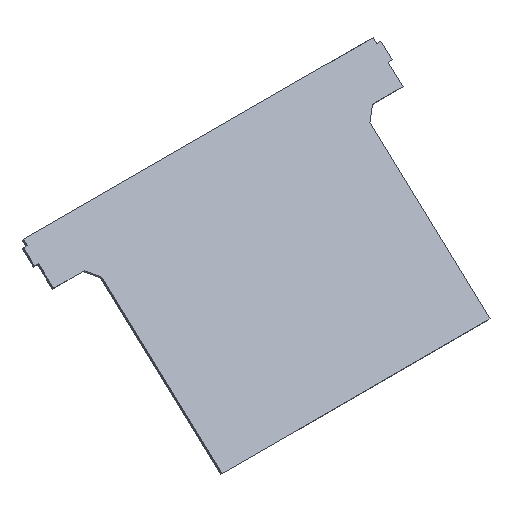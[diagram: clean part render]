
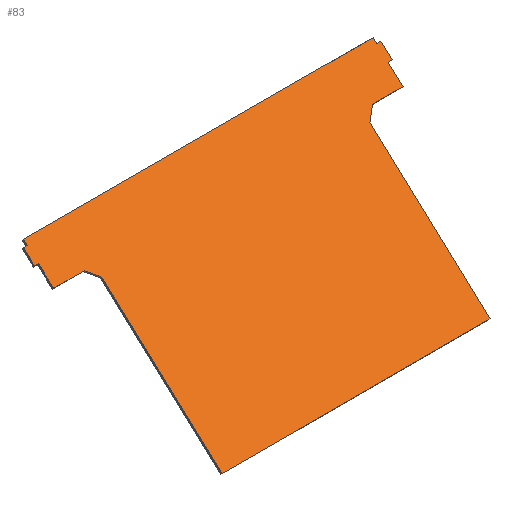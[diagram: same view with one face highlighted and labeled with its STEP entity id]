
A CAD part, isometric view. The second image highlights one B-rep face of the part: STEP entity #83.
In plain terms, the highlighted planar face has unit normal (0, -0.676, 0.737).
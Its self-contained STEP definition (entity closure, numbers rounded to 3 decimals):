
#83=ADVANCED_FACE('',(#160),#161,.T.);
#160=FACE_OUTER_BOUND('',#228,.T.);
#161=PLANE('',#229);
#228=EDGE_LOOP('',(#399,#400,#401,#402,#403,#404,#405,#406,#407,#408,#409,#410,#411,#412,#413,#414,#415,#416));
#229=AXIS2_PLACEMENT_3D('',#417,#418,#419);
#399=ORIENTED_EDGE('',*,*,#422,.F.);
#400=ORIENTED_EDGE('',*,*,#491,.F.);
#401=ORIENTED_EDGE('',*,*,#487,.F.);
#402=ORIENTED_EDGE('',*,*,#483,.F.);
#403=ORIENTED_EDGE('',*,*,#479,.F.);
#404=ORIENTED_EDGE('',*,*,#475,.F.);
#405=ORIENTED_EDGE('',*,*,#471,.F.);
#406=ORIENTED_EDGE('',*,*,#467,.F.);
#407=ORIENTED_EDGE('',*,*,#463,.F.);
#408=ORIENTED_EDGE('',*,*,#459,.F.);
#409=ORIENTED_EDGE('',*,*,#455,.F.);
#410=ORIENTED_EDGE('',*,*,#451,.F.);
#411=ORIENTED_EDGE('',*,*,#447,.F.);
#412=ORIENTED_EDGE('',*,*,#443,.F.);
#413=ORIENTED_EDGE('',*,*,#439,.F.);
#414=ORIENTED_EDGE('',*,*,#435,.F.);
#415=ORIENTED_EDGE('',*,*,#431,.F.);
#416=ORIENTED_EDGE('',*,*,#427,.F.);
#417=CARTESIAN_POINT('',(175.5,86.895,81.099));
#418=DIRECTION('',(0.0,-0.676,0.737));
#419=DIRECTION('',(1.0,0.0,0.0));
#422=EDGE_CURVE('',#497,#498,#499,.T.);
#427=EDGE_CURVE('',#498,#506,#507,.T.);
#431=EDGE_CURVE('',#506,#512,#513,.T.);
#435=EDGE_CURVE('',#512,#518,#519,.T.);
#439=EDGE_CURVE('',#518,#524,#525,.T.);
#443=EDGE_CURVE('',#524,#530,#531,.T.);
#447=EDGE_CURVE('',#530,#536,#537,.T.);
#451=EDGE_CURVE('',#536,#542,#543,.T.);
#455=EDGE_CURVE('',#542,#548,#549,.T.);
#459=EDGE_CURVE('',#548,#554,#555,.T.);
#463=EDGE_CURVE('',#554,#560,#561,.T.);
#467=EDGE_CURVE('',#560,#566,#567,.T.);
#471=EDGE_CURVE('',#566,#572,#573,.T.);
#475=EDGE_CURVE('',#572,#578,#579,.T.);
#479=EDGE_CURVE('',#578,#584,#585,.T.);
#483=EDGE_CURVE('',#584,#590,#591,.T.);
#487=EDGE_CURVE('',#590,#596,#597,.T.);
#491=EDGE_CURVE('',#596,#497,#602,.T.);
#497=VERTEX_POINT('',#608);
#498=VERTEX_POINT('',#609);
#499=LINE('',#610,#611);
#506=VERTEX_POINT('',#621);
#507=LINE('',#622,#623);
#512=VERTEX_POINT('',#630);
#513=LINE('',#631,#632);
#518=VERTEX_POINT('',#639);
#519=LINE('',#640,#641);
#524=VERTEX_POINT('',#648);
#525=LINE('',#649,#650);
#530=VERTEX_POINT('',#657);
#531=LINE('',#658,#659);
#536=VERTEX_POINT('',#666);
#537=LINE('',#667,#668);
#542=VERTEX_POINT('',#675);
#543=LINE('',#676,#677);
#548=VERTEX_POINT('',#684);
#549=LINE('',#685,#686);
#554=VERTEX_POINT('',#693);
#555=LINE('',#694,#695);
#560=VERTEX_POINT('',#702);
#561=LINE('',#703,#704);
#566=VERTEX_POINT('',#711);
#567=LINE('',#712,#713);
#572=VERTEX_POINT('',#720);
#573=LINE('',#721,#722);
#578=VERTEX_POINT('',#729);
#579=LINE('',#730,#731);
#584=VERTEX_POINT('',#738);
#585=LINE('',#739,#740);
#590=VERTEX_POINT('',#747);
#591=LINE('',#748,#749);
#596=VERTEX_POINT('',#756);
#597=LINE('',#757,#758);
#602=LINE('',#765,#766);
#608=CARTESIAN_POINT('',(44.0,0.,1.475));
#609=CARTESIAN_POINT('',(44.0,117.964,109.569));
#610=CARTESIAN_POINT('',(44.0,117.964,109.569));
#611=VECTOR('',#772,1.0);
#621=CARTESIAN_POINT('',(34.0,125.337,116.325));
#622=CARTESIAN_POINT('',(34.0,125.337,116.325));
#623=VECTOR('',#776,1.0);
#630=CARTESIAN_POINT('',(4.0,125.337,116.325));
#631=CARTESIAN_POINT('',(4.0,125.337,116.325));
#632=VECTOR('',#779,1.0);
#639=CARTESIAN_POINT('',(4.0,140.083,129.837));
#640=CARTESIAN_POINT('',(4.0,140.083,129.837));
#641=VECTOR('',#782,1.0);
#648=CARTESIAN_POINT('',(0.0,140.083,129.837));
#649=CARTESIAN_POINT('',(0.0,140.083,129.837));
#650=VECTOR('',#785,1.0);
#657=CARTESIAN_POINT('',(0.0,151.142,139.971));
#658=CARTESIAN_POINT('',(0.0,151.142,139.971));
#659=VECTOR('',#788,1.0);
#666=CARTESIAN_POINT('',(4.0,151.142,139.971));
#667=CARTESIAN_POINT('',(4.0,151.142,139.971));
#668=VECTOR('',#791,1.0);
#675=CARTESIAN_POINT('',(4.0,154.828,143.348));
#676=CARTESIAN_POINT('',(4.0,154.828,143.348));
#677=VECTOR('',#794,1.0);
#684=CARTESIAN_POINT('',(347.0,154.828,143.348));
#685=CARTESIAN_POINT('',(347.0,154.828,143.348));
#686=VECTOR('',#797,1.0);
#693=CARTESIAN_POINT('',(347.0,151.142,139.971));
#694=CARTESIAN_POINT('',(347.0,151.142,139.971));
#695=VECTOR('',#800,1.0);
#702=CARTESIAN_POINT('',(351.0,151.142,139.971));
#703=CARTESIAN_POINT('',(351.0,151.142,139.971));
#704=VECTOR('',#803,1.0);
#711=CARTESIAN_POINT('',(351.0,140.083,129.837));
#712=CARTESIAN_POINT('',(351.0,140.083,129.837));
#713=VECTOR('',#806,1.0);
#720=CARTESIAN_POINT('',(347.0,140.083,129.837));
#721=CARTESIAN_POINT('',(347.0,140.083,129.837));
#722=VECTOR('',#809,1.0);
#729=CARTESIAN_POINT('',(347.0,125.337,116.325));
#730=CARTESIAN_POINT('',(347.0,125.337,116.325));
#731=VECTOR('',#812,1.0);
#738=CARTESIAN_POINT('',(317.0,125.337,116.325));
#739=CARTESIAN_POINT('',(317.0,125.337,116.325));
#740=VECTOR('',#815,1.0);
#747=CARTESIAN_POINT('',(307.0,117.964,109.569));
#748=CARTESIAN_POINT('',(307.0,117.964,109.569));
#749=VECTOR('',#818,1.0);
#756=CARTESIAN_POINT('',(307.0,0.,1.475));
#757=CARTESIAN_POINT('',(307.0,0.,1.475));
#758=VECTOR('',#821,1.0);
#765=CARTESIAN_POINT('',(44.0,0.,1.475));
#766=VECTOR('',#824,1.0);
#772=DIRECTION('',(0.0,0.737,0.676));
#776=DIRECTION('',(-0.707,0.521,0.478));
#779=DIRECTION('',(-1.0,0.0,-0.0));
#782=DIRECTION('',(0.0,0.737,0.676));
#785=DIRECTION('',(-1.0,0.0,-0.0));
#788=DIRECTION('',(0.0,0.737,0.676));
#791=DIRECTION('',(1.0,0.0,0.0));
#794=DIRECTION('',(0.0,0.737,0.676));
#797=DIRECTION('',(1.0,0.0,0.0));
#800=DIRECTION('',(-0.0,-0.737,-0.676));
#803=DIRECTION('',(1.0,0.0,0.0));
#806=DIRECTION('',(-0.0,-0.737,-0.676));
#809=DIRECTION('',(-1.0,0.0,-0.0));
#812=DIRECTION('',(-0.0,-0.737,-0.676));
#815=DIRECTION('',(-1.0,0.0,-0.0));
#818=DIRECTION('',(-0.707,-0.521,-0.478));
#821=DIRECTION('',(-0.0,-0.737,-0.676));
#824=DIRECTION('',(-1.0,0.0,-0.0));
